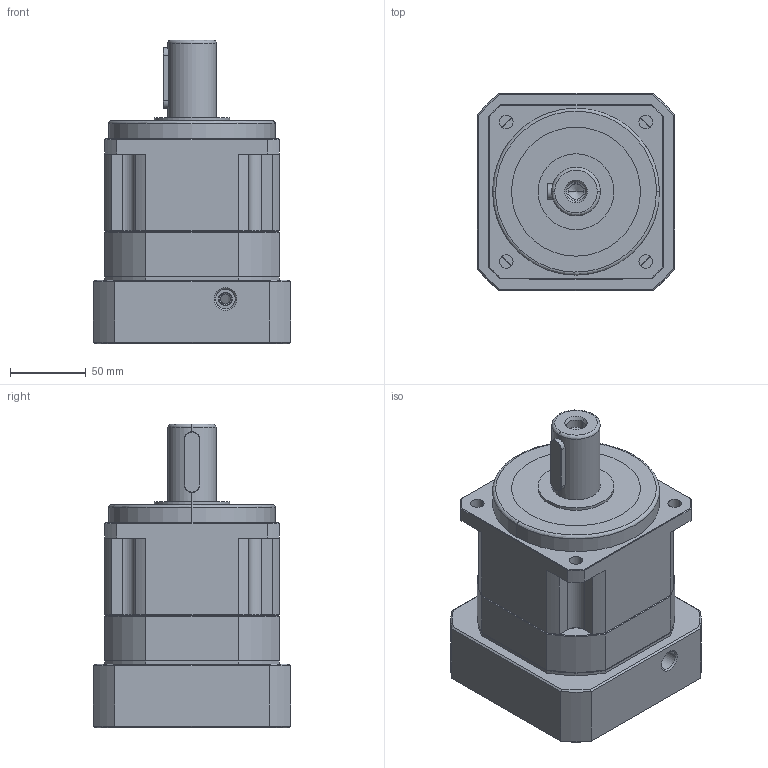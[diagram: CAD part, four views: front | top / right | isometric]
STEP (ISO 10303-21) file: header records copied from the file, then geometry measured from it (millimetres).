
FILE_DESCRIPTION (( 'STEP AP214' ), '1' );
FILE_NAME ('SB115-L1-28-110-145M8.STEP', '2021-12-18T05:35:09', ( 'admin' ), ( '' ), 'SwSTEP 2.0', 'SolidWorks 2013', '' );
FILE_SCHEMA (( 'AUTOMOTIVE_DESIGN' ));
Length unit declared in the file: millimetre
Products named in the file (4): SB115-110-145M8; SB115_X2_58F34F537AEF_X0_-24; SB115_X2_8F9351FA7AEF_X0_; SB115-L1-28-110-145M8
Assembly tree (3 placements, depth 2):
  SB115-L1-28-110-145M8
    SB115_X2_8F9351FA7AEF_X0_
    SB115_X2_58F34F537AEF_X0_-24
    SB115-110-145M8
Bounding box: 130 x 130 x 200 mm (x, y, z)
Volume: 1650784.5 mm3; surface area: 183424.7 mm2
Topology: 3 solids, 3 shells, 326 faces, 796 edges, 477 vertices
Faces by surface type: cylinder 128, plane 103, cone 85, bspline 10
Entity records: 13807 total; most frequent: CARTESIAN_POINT 2508, DIRECTION 1642, ORIENTED_EDGE 1524, EDGE_CURVE 762, AXIS2_PLACEMENT_3D 649, VERTEX_POINT 471, EDGE_LOOP 389, LINE 344
